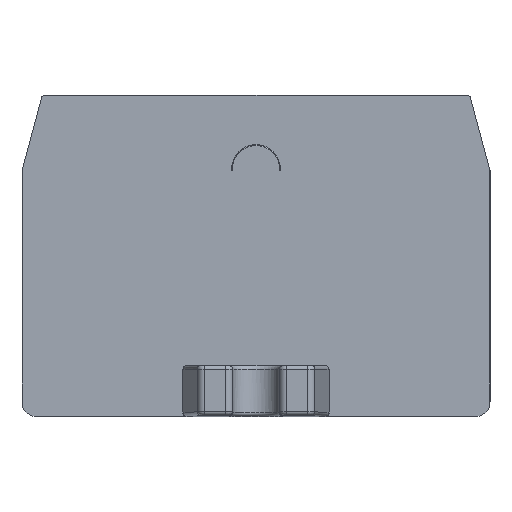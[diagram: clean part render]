
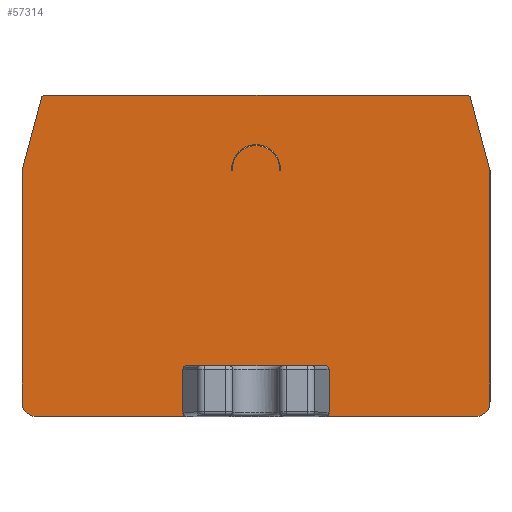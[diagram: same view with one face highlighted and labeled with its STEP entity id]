
A CAD part, front view. The second image highlights one B-rep face of the part: STEP entity #57314.
In plain terms, the highlighted planar face has unit normal (0, -1, 0).
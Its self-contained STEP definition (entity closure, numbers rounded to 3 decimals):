
#668=ELLIPSE('',#58395,0.254,0.25);
#669=ELLIPSE('',#58402,0.254,0.25);
#674=ELLIPSE('',#58776,0.254,0.25);
#675=ELLIPSE('',#58779,0.254,0.25);
#872=CIRCLE('',#58397,1.);
#873=CIRCLE('',#58404,1.);
#970=CIRCLE('',#58664,0.25);
#972=CIRCLE('',#58667,0.25);
#1377=CIRCLE('',#60022,1.607);
#1378=CIRCLE('',#60023,1.675);
#12057=ORIENTED_EDGE('',*,*,#20149,.T.);
#12058=ORIENTED_EDGE('',*,*,#20150,.F.);
#12059=ORIENTED_EDGE('',*,*,#20151,.F.);
#12060=ORIENTED_EDGE('',*,*,#15535,.T.);
#12061=ORIENTED_EDGE('',*,*,#17139,.T.);
#12062=ORIENTED_EDGE('',*,*,#16207,.T.);
#12063=ORIENTED_EDGE('',*,*,#16206,.T.);
#12064=ORIENTED_EDGE('',*,*,#16209,.T.);
#12065=ORIENTED_EDGE('',*,*,#20152,.T.);
#12066=ORIENTED_EDGE('',*,*,#16203,.T.);
#12067=ORIENTED_EDGE('',*,*,#16886,.T.);
#12068=ORIENTED_EDGE('',*,*,#18749,.T.);
#12069=ORIENTED_EDGE('',*,*,#16882,.T.);
#12070=ORIENTED_EDGE('',*,*,#16199,.T.);
#12071=ORIENTED_EDGE('',*,*,#17149,.T.);
#12072=ORIENTED_EDGE('',*,*,#16194,.T.);
#12073=ORIENTED_EDGE('',*,*,#16204,.T.);
#12074=ORIENTED_EDGE('',*,*,#16191,.T.);
#12075=ORIENTED_EDGE('',*,*,#17147,.F.);
#12076=ORIENTED_EDGE('',*,*,#17145,.T.);
#12077=ORIENTED_EDGE('',*,*,#17143,.T.);
#12078=ORIENTED_EDGE('',*,*,#17141,.T.);
#15535=EDGE_CURVE('',#21617,#21618,#25604,.F.);
#16191=EDGE_CURVE('',#21697,#22106,#668,.F.);
#16194=EDGE_CURVE('',#22108,#22107,#872,.T.);
#16199=EDGE_CURVE('',#22110,#22112,#26059,.T.);
#16203=EDGE_CURVE('',#22113,#22116,#26063,.T.);
#16204=EDGE_CURVE('',#22107,#21697,#26064,.T.);
#16206=EDGE_CURVE('',#21698,#22117,#26066,.T.);
#16207=EDGE_CURVE('',#22118,#21698,#669,.F.);
#16209=EDGE_CURVE('',#22117,#22119,#873,.T.);
#16882=EDGE_CURVE('',#22673,#22110,#970,.T.);
#16886=EDGE_CURVE('',#22116,#22676,#972,.T.);
#17139=EDGE_CURVE('',#22841,#22118,#26611,.T.);
#17141=EDGE_CURVE('',#22842,#22841,#674,.F.);
#17143=EDGE_CURVE('',#22843,#22842,#26614,.T.);
#17145=EDGE_CURVE('',#22844,#22843,#675,.F.);
#17147=EDGE_CURVE('',#22844,#22106,#26617,.T.);
#17149=EDGE_CURVE('',#22112,#22108,#26619,.T.);
#18749=EDGE_CURVE('',#22676,#22673,#27693,.T.);
#20149=EDGE_CURVE('',#21618,#24628,#1377,.T.);
#20150=EDGE_CURVE('',#24629,#24628,#28471,.T.);
#20151=EDGE_CURVE('',#21617,#24629,#1378,.T.);
#20152=EDGE_CURVE('',#22119,#22113,#28472,.T.);
#21617=VERTEX_POINT('',#70038);
#21618=VERTEX_POINT('',#70039);
#21697=VERTEX_POINT('',#70406);
#21698=VERTEX_POINT('',#70407);
#22106=VERTEX_POINT('',#72742);
#22107=VERTEX_POINT('',#72746);
#22108=VERTEX_POINT('',#72748);
#22110=VERTEX_POINT('',#72753);
#22112=VERTEX_POINT('',#72757);
#22113=VERTEX_POINT('',#72761);
#22116=VERTEX_POINT('',#72766);
#22117=VERTEX_POINT('',#72771);
#22118=VERTEX_POINT('',#72775);
#22119=VERTEX_POINT('',#72779);
#22673=VERTEX_POINT('',#75541);
#22676=VERTEX_POINT('',#75548);
#22841=VERTEX_POINT('',#76752);
#22842=VERTEX_POINT('',#76756);
#22843=VERTEX_POINT('',#76760);
#22844=VERTEX_POINT('',#76764);
#24628=VERTEX_POINT('',#89923);
#24629=VERTEX_POINT('',#89925);
#25604=LINE('',#70037,#29339);
#26059=LINE('',#72758,#29794);
#26063=LINE('',#72767,#29798);
#26064=LINE('',#72769,#29799);
#26066=LINE('',#72772,#29801);
#26611=LINE('',#76751,#30346);
#26614=LINE('',#76759,#30349);
#26617=LINE('',#76767,#30352);
#26619=LINE('',#76770,#30354);
#27693=LINE('',#84447,#31428);
#28471=LINE('',#89924,#32206);
#28472=LINE('',#89927,#32207);
#29339=VECTOR('',#60832,1000.);
#29794=VECTOR('',#61897,1000.);
#29798=VECTOR('',#61903,1000.);
#29799=VECTOR('',#61906,1000.);
#29801=VECTOR('',#61908,1000.);
#30346=VECTOR('',#63201,1000.);
#30349=VECTOR('',#63210,1000.);
#30352=VECTOR('',#63219,1000.);
#30354=VECTOR('',#63223,1000.);
#31428=VECTOR('',#65269,1000.);
#32206=VECTOR('',#67557,1000.);
#32207=VECTOR('',#67560,1000.);
#34808=EDGE_LOOP('',(#12057,#12058,#12059,#12060));
#34809=EDGE_LOOP('',(#12061,#12062,#12063,#12064,#12065,#12066,#12067,#12068,
#12069,#12070,#12071,#12072,#12073,#12074,#12075,#12076,#12077,#12078));
#37277=FACE_BOUND('',#34808,.T.);
#37278=FACE_BOUND('',#34809,.T.);
#38981=PLANE('',#60021);
#57314=ADVANCED_FACE('',(#37277,#37278),#38981,.T.);
#58395=AXIS2_PLACEMENT_3D('',#72741,#61883,#61884);
#58397=AXIS2_PLACEMENT_3D('',#72747,#61889,#61890);
#58402=AXIS2_PLACEMENT_3D('',#72774,#61911,#61912);
#58404=AXIS2_PLACEMENT_3D('',#72778,#61916,#61917);
#58664=AXIS2_PLACEMENT_3D('',#75540,#62830,#62831);
#58667=AXIS2_PLACEMENT_3D('',#75549,#62838,#62839);
#58776=AXIS2_PLACEMENT_3D('',#76755,#63205,#63206);
#58779=AXIS2_PLACEMENT_3D('',#76763,#63214,#63215);
#60021=AXIS2_PLACEMENT_3D('',#89921,#67553,#67554);
#60022=AXIS2_PLACEMENT_3D('',#89922,#67555,#67556);
#60023=AXIS2_PLACEMENT_3D('',#89926,#67558,#67559);
#60832=DIRECTION('',(1.,0.,0.));
#61883=DIRECTION('',(0.,-1.,0.));
#61884=DIRECTION('',(-0.995,0.,-0.099));
#61889=DIRECTION('',(0.,-1.,0.));
#61890=DIRECTION('',(1.,0.,0.));
#61897=DIRECTION('',(-0.259,0.,-0.966));
#61903=DIRECTION('',(-0.259,0.,0.966));
#61906=DIRECTION('',(1.,0.,0.));
#61908=DIRECTION('',(1.,0.,0.));
#61911=DIRECTION('',(0.,-1.,0.));
#61912=DIRECTION('',(-0.995,0.,0.099));
#61916=DIRECTION('',(0.,-1.,0.));
#61917=DIRECTION('',(0.,0.,-1.));
#62830=DIRECTION('',(0.,-1.,0.));
#62831=DIRECTION('',(1.,0.,0.));
#62838=DIRECTION('',(0.,-1.,0.));
#62839=DIRECTION('',(1.,0.,0.));
#63201=DIRECTION('',(0.,0.,-1.));
#63205=DIRECTION('',(0.,-1.,0.));
#63206=DIRECTION('',(-1.,0.,0.));
#63210=DIRECTION('',(1.,0.,0.));
#63214=DIRECTION('',(0.,-1.,0.));
#63215=DIRECTION('',(-1.,0.,0.));
#63219=DIRECTION('',(0.,0.,-1.));
#63223=DIRECTION('',(0.,0.,-1.));
#65269=DIRECTION('',(-1.,0.,0.));
#67553=DIRECTION('',(0.,-1.,0.));
#67554=DIRECTION('',(0.,0.,-1.));
#67555=DIRECTION('',(0.,-1.,0.));
#67556=DIRECTION('',(0.,0.,-1.));
#67557=DIRECTION('',(1.,0.,0.));
#67558=DIRECTION('',(0.,-1.,0.));
#67559=DIRECTION('',(-1.,0.,0.));
#67560=DIRECTION('',(0.,0.,1.));
#70037=CARTESIAN_POINT('',(-20.,-41.15,12.457));
#70038=CARTESIAN_POINT('',(-3.103,-41.15,12.457));
#70039=CARTESIAN_POINT('',(-3.171,-41.15,12.457));
#70406=CARTESIAN_POINT('',(-9.522,-41.15,-4.404));
#70407=CARTESIAN_POINT('',(-0.028,-41.15,-4.404));
#72741=CARTESIAN_POINT('',(-9.521,-41.15,-4.154));
#72742=CARTESIAN_POINT('',(-9.775,-41.15,-4.154));
#72746=CARTESIAN_POINT('',(-19.8,-41.15,-4.404));
#72747=CARTESIAN_POINT('',(-19.8,-41.15,-3.404));
#72748=CARTESIAN_POINT('',(-20.8,-41.15,-3.404));
#72753=CARTESIAN_POINT('',(-19.472,-41.15,17.415));
#72757=CARTESIAN_POINT('',(-20.8,-41.15,12.457));
#72758=CARTESIAN_POINT('',(-19.472,-41.15,17.415));
#72761=CARTESIAN_POINT('',(11.25,-41.15,12.457));
#72766=CARTESIAN_POINT('',(9.922,-41.15,17.415));
#72767=CARTESIAN_POINT('',(9.922,-41.15,17.415));
#72769=CARTESIAN_POINT('',(-20.,-41.15,-4.404));
#72771=CARTESIAN_POINT('',(10.25,-41.15,-4.404));
#72772=CARTESIAN_POINT('',(-20.,-41.15,-4.404));
#72774=CARTESIAN_POINT('',(-0.029,-41.15,-4.154));
#72775=CARTESIAN_POINT('',(0.225,-41.15,-4.154));
#72778=CARTESIAN_POINT('',(10.25,-41.15,-3.404));
#72779=CARTESIAN_POINT('',(11.25,-41.15,-3.404));
#75540=CARTESIAN_POINT('',(-19.23,-41.15,17.35));
#75541=CARTESIAN_POINT('',(-19.23,-41.15,17.6));
#75548=CARTESIAN_POINT('',(9.68,-41.15,17.6));
#75549=CARTESIAN_POINT('',(9.68,-41.15,17.35));
#76751=CARTESIAN_POINT('',(0.225,-41.15,-0.904));
#76752=CARTESIAN_POINT('',(0.225,-41.15,-1.154));
#76755=CARTESIAN_POINT('',(-0.029,-41.15,-1.154));
#76756=CARTESIAN_POINT('',(-0.029,-41.15,-0.904));
#76759=CARTESIAN_POINT('',(-9.775,-41.15,-0.904));
#76760=CARTESIAN_POINT('',(-9.521,-41.15,-0.904));
#76763=CARTESIAN_POINT('',(-9.521,-41.15,-1.154));
#76764=CARTESIAN_POINT('',(-9.775,-41.15,-1.154));
#76767=CARTESIAN_POINT('',(-9.775,-41.15,-0.904));
#76770=CARTESIAN_POINT('',(-20.8,-41.15,-4.574));
#84447=CARTESIAN_POINT('',(-19.23,-41.15,17.6));
#89921=CARTESIAN_POINT('',(-20.,-41.15,-4.574));
#89922=CARTESIAN_POINT('',(-4.775,-41.15,12.554));
#89923=CARTESIAN_POINT('',(-6.379,-41.15,12.457));
#89924=CARTESIAN_POINT('',(-20.8,-41.15,12.457));
#89925=CARTESIAN_POINT('',(-6.447,-41.15,12.457));
#89926=CARTESIAN_POINT('',(-4.775,-41.15,12.554));
#89927=CARTESIAN_POINT('',(11.25,-41.15,12.411));
